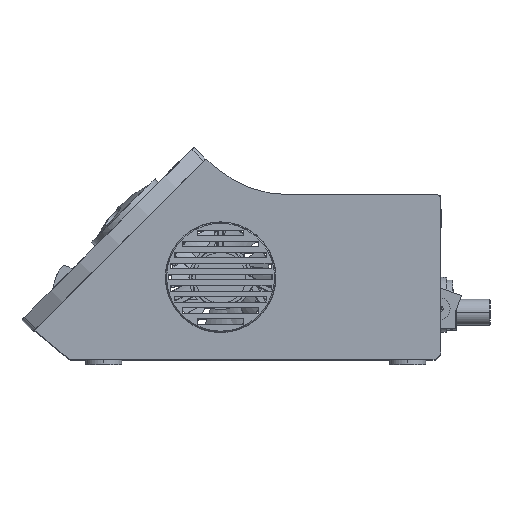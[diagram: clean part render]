
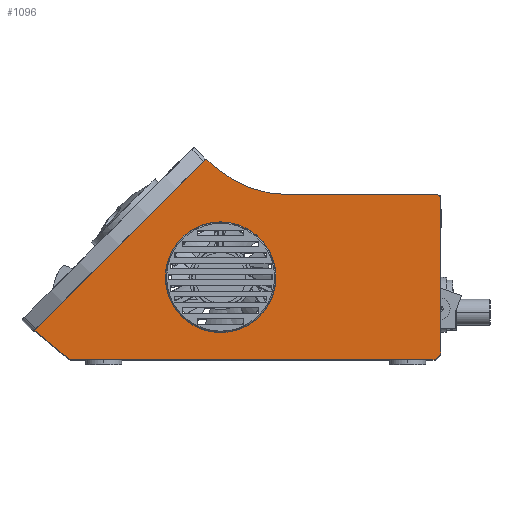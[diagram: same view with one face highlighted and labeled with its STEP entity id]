
A CAD part, top view. The second image highlights one B-rep face of the part: STEP entity #1096.
In plain terms, the highlighted face is planar.
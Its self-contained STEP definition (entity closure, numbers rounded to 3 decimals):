
#946 = VERTEX_POINT ( 'NONE', #38556 ) ;
#948 = EDGE_CURVE ( 'NONE', #949, #946, #38555, .T. ) ;
#949 = VERTEX_POINT ( 'NONE', #38550 ) ;
#994 = VERTEX_POINT ( 'NONE', #38583 ) ;
#996 = EDGE_CURVE ( 'NONE', #1010, #994, #38582, .T. ) ;
#999 = VERTEX_POINT ( 'NONE', #38578 ) ;
#1001 = EDGE_CURVE ( 'NONE', #1002, #999, #38577, .T. ) ;
#1002 = VERTEX_POINT ( 'NONE', #38573 ) ;
#1009 = EDGE_CURVE ( 'NONE', #999, #1010, #38628, .T. ) ;
#1010 = VERTEX_POINT ( 'NONE', #38620 ) ;
#1019 = EDGE_CURVE ( 'NONE', #946, #949, #38614, .T. ) ;
#1032 = VERTEX_POINT ( 'NONE', #38649 ) ;
#1034 = EDGE_CURVE ( 'NONE', #1066, #1032, #38648, .T. ) ;
#1056 = EDGE_CURVE ( 'NONE', #994, #1057, #38685, .T. ) ;
#1057 = VERTEX_POINT ( 'NONE', #38680 ) ;
#1065 = EDGE_CURVE ( 'NONE', #1057, #1066, #38669, .T. ) ;
#1066 = VERTEX_POINT ( 'NONE', #38724 ) ;
#1077 = ORIENTED_EDGE ( 'NONE', *, *, #1088, .T. ) ;
#1078 = ORIENTED_EDGE ( 'NONE', *, *, #1092, .T. ) ;
#1079 = ORIENTED_EDGE ( 'NONE', *, *, #1001, .T. ) ;
#1080 = ORIENTED_EDGE ( 'NONE', *, *, #1009, .T. ) ;
#1081 = ORIENTED_EDGE ( 'NONE', *, *, #996, .T. ) ;
#1082 = ORIENTED_EDGE ( 'NONE', *, *, #1056, .T. ) ;
#1083 = ORIENTED_EDGE ( 'NONE', *, *, #1065, .T. ) ;
#1084 = ORIENTED_EDGE ( 'NONE', *, *, #1034, .T. ) ;
#1085 = ORIENTED_EDGE ( 'NONE', *, *, #1099, .T. ) ;
#1086 = EDGE_LOOP ( 'NONE', ( #1143, #1144 ) ) ;
#1088 = EDGE_CURVE ( 'NONE', #1100, #1111, #38701, .T. ) ;
#1092 = EDGE_CURVE ( 'NONE', #1111, #1002, #38753, .T. ) ;
#1096 = ADVANCED_FACE ( 'NONE', ( #38748, #38747 ), #38746, .T. ) ;
#1097 = EDGE_LOOP ( 'NONE', ( #1077, #1078, #1079, #1080, #1081, #1082, #1083, #1084, #1085 ) ) ;
#1099 = EDGE_CURVE ( 'NONE', #1032, #1100, #38741, .T. ) ;
#1100 = VERTEX_POINT ( 'NONE', #38737 ) ;
#1111 = VERTEX_POINT ( 'NONE', #38782 ) ;
#1143 = ORIENTED_EDGE ( 'NONE', *, *, #948, .T. ) ;
#1144 = ORIENTED_EDGE ( 'NONE', *, *, #1019, .T. ) ;
#38550 = CARTESIAN_POINT ( 'NONE',  ( 100.106, 30., -3. ) ) ;
#38551 = DIRECTION ( 'NONE',  ( -1., 0., 0. ) ) ;
#38552 = DIRECTION ( 'NONE',  ( 0., 0., 1. ) ) ;
#38553 = CARTESIAN_POINT ( 'NONE',  ( 80.006, 30., -3. ) ) ;
#38554 = AXIS2_PLACEMENT_3D ( 'NONE', #38553, #38552, #38551 ) ;
#38555 = CIRCLE ( 'NONE', #38554, 20.1 ) ;
#38556 = CARTESIAN_POINT ( 'NONE',  ( 59.906, 30., -3. ) ) ;
#38573 = CARTESIAN_POINT ( 'NONE',  ( 0.006, 3., -3. ) ) ;
#38574 = DIRECTION ( 'NONE',  ( 0., 1., 0. ) ) ;
#38575 = VECTOR ( 'NONE', #38574, 1000. ) ;
#38576 = CARTESIAN_POINT ( 'NONE',  ( 0.006, 16.782, -3. ) ) ;
#38577 = LINE ( 'NONE', #38576, #38575 ) ;
#38578 = CARTESIAN_POINT ( 'NONE',  ( 0.006, 58., -3. ) ) ;
#38579 = DIRECTION ( 'NONE',  ( 1., 0., 0. ) ) ;
#38580 = VECTOR ( 'NONE', #38579, 1000. ) ;
#38581 = CARTESIAN_POINT ( 'NONE',  ( 150.006, 60., -3. ) ) ;
#38582 = LINE ( 'NONE', #38581, #38580 ) ;
#38583 = CARTESIAN_POINT ( 'NONE',  ( 55.447, 60., -3. ) ) ;
#38605 = DIRECTION ( 'NONE',  ( -1., 0., 0. ) ) ;
#38606 = DIRECTION ( 'NONE',  ( 0., 0., 1. ) ) ;
#38607 = CARTESIAN_POINT ( 'NONE',  ( 80.006, 30., -3. ) ) ;
#38608 = AXIS2_PLACEMENT_3D ( 'NONE', #38607, #38606, #38605 ) ;
#38614 = CIRCLE ( 'NONE', #38608, 20.1 ) ;
#38620 = CARTESIAN_POINT ( 'NONE',  ( 2.006, 60., -3. ) ) ;
#38621 = DIRECTION ( 'NONE',  ( -1., 0., 0. ) ) ;
#38622 = DIRECTION ( 'NONE',  ( 0., 0., -1. ) ) ;
#38623 = CARTESIAN_POINT ( 'NONE',  ( 2.006, 58., -3. ) ) ;
#38624 = AXIS2_PLACEMENT_3D ( 'NONE', #38623, #38622, #38621 ) ;
#38628 = CIRCLE ( 'NONE', #38624, 2. ) ;
#38645 = DIRECTION ( 'NONE',  ( 0.707, -0.707, 0. ) ) ;
#38646 = VECTOR ( 'NONE', #38645, 1000. ) ;
#38647 = CARTESIAN_POINT ( 'NONE',  ( 85.392, 72.91, -3. ) ) ;
#38648 = LINE ( 'NONE', #38647, #38646 ) ;
#38649 = CARTESIAN_POINT ( 'NONE',  ( 147.522, 10.781, -3. ) ) ;
#38667 = VECTOR ( 'NONE', #38725, 1000. ) ;
#38668 = CARTESIAN_POINT ( 'NONE',  ( 81.159, 69.358, -3. ) ) ;
#38669 = LINE ( 'NONE', #38668, #38667 ) ;
#38680 = CARTESIAN_POINT ( 'NONE',  ( 81.159, 69.358, -3. ) ) ;
#38681 = DIRECTION ( 'NONE',  ( 1., 0., 0. ) ) ;
#38682 = DIRECTION ( 'NONE',  ( 0., 0., 1. ) ) ;
#38683 = CARTESIAN_POINT ( 'NONE',  ( 55.447, 100., -3. ) ) ;
#38684 = AXIS2_PLACEMENT_3D ( 'NONE', #38683, #38682, #38681 ) ;
#38685 = CIRCLE ( 'NONE', #38684, 40. ) ;
#38698 = DIRECTION ( 'NONE',  ( -1., 0., 0. ) ) ;
#38699 = VECTOR ( 'NONE', #38698, 1000. ) ;
#38700 = CARTESIAN_POINT ( 'NONE',  ( 150.006, 0., -3. ) ) ;
#38701 = LINE ( 'NONE', #38700, #38699 ) ;
#38724 = CARTESIAN_POINT ( 'NONE',  ( 85.392, 72.91, -3. ) ) ;
#38725 = DIRECTION ( 'NONE',  ( 0.766, 0.643, 0. ) ) ;
#38737 = CARTESIAN_POINT ( 'NONE',  ( 134.673, 0., -3. ) ) ;
#38738 = DIRECTION ( 'NONE',  ( -0.766, -0.643, 0. ) ) ;
#38739 = VECTOR ( 'NONE', #38738, 1000. ) ;
#38740 = CARTESIAN_POINT ( 'NONE',  ( 147.522, 10.781, -3. ) ) ;
#38741 = LINE ( 'NONE', #38740, #38739 ) ;
#38742 = DIRECTION ( 'NONE',  ( -1., 0., 0. ) ) ;
#38743 = DIRECTION ( 'NONE',  ( 0., 0., -1. ) ) ;
#38744 = CARTESIAN_POINT ( 'NONE',  ( 150.006, 16.782, -3. ) ) ;
#38745 = AXIS2_PLACEMENT_3D ( 'NONE', #38744, #38743, #38742 ) ;
#38746 = PLANE ( 'NONE',  #38745 ) ;
#38747 = FACE_BOUND ( 'NONE', #1086, .T. ) ;
#38748 = FACE_OUTER_BOUND ( 'NONE', #1097, .T. ) ;
#38749 = DIRECTION ( 'NONE',  ( -1., 0., 0. ) ) ;
#38750 = DIRECTION ( 'NONE',  ( 0., 0., -1. ) ) ;
#38751 = CARTESIAN_POINT ( 'NONE',  ( 3.006, 3., -3. ) ) ;
#38752 = AXIS2_PLACEMENT_3D ( 'NONE', #38751, #38750, #38749 ) ;
#38753 = CIRCLE ( 'NONE', #38752, 3. ) ;
#38782 = CARTESIAN_POINT ( 'NONE',  ( 3.006, 0., -3. ) ) ;
